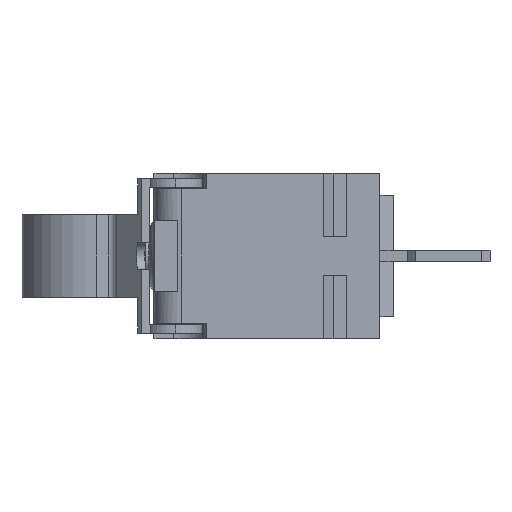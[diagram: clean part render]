
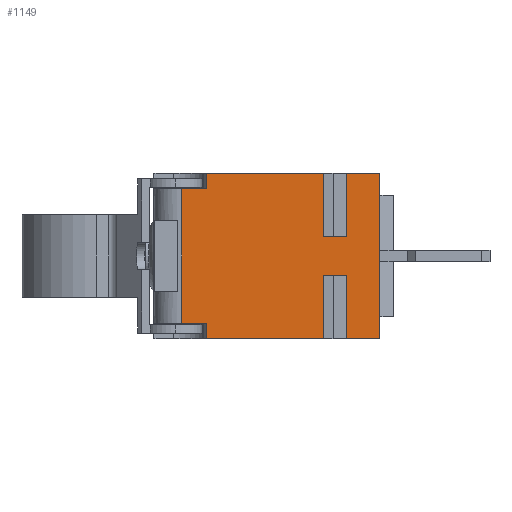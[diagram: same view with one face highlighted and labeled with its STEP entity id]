
A CAD part, left-side view. The second image highlights one B-rep face of the part: STEP entity #1149.
In plain terms, the highlighted planar face has unit normal (-1, 0, 0).
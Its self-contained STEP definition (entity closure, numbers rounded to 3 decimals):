
#14 = ORIENTED_EDGE ( 'NONE', *, *, #969, .F. ) ;
#47 = EDGE_LOOP ( 'NONE', ( #998, #3247, #476, #190, #1239, #14, #57, #1098, #419, #5569, #5579, #1287, #5339, #1079, #304, #512 ) ) ;
#50 = VERTEX_POINT ( 'NONE', #1357 ) ;
#57 = ORIENTED_EDGE ( 'NONE', *, *, #5379, .T. ) ;
#117 = VERTEX_POINT ( 'NONE', #1501 ) ;
#156 = EDGE_CURVE ( 'NONE', #5534, #1254, #1605, .T. ) ;
#190 = ORIENTED_EDGE ( 'NONE', *, *, #1033, .F. ) ;
#249 = VERTEX_POINT ( 'NONE', #1800 ) ;
#284 = VERTEX_POINT ( 'NONE', #1861 ) ;
#304 = ORIENTED_EDGE ( 'NONE', *, *, #5580, .F. ) ;
#323 = VERTEX_POINT ( 'NONE', #1935 ) ;
#332 = EDGE_CURVE ( 'NONE', #117, #1289, #1955, .T. ) ;
#335 = VERTEX_POINT ( 'NONE', #1971 ) ;
#348 = EDGE_CURVE ( 'NONE', #556, #50, #1986, .T. ) ;
#419 = ORIENTED_EDGE ( 'NONE', *, *, #156, .F. ) ;
#476 = ORIENTED_EDGE ( 'NONE', *, *, #5497, .F. ) ;
#512 = ORIENTED_EDGE ( 'NONE', *, *, #749, .T. ) ;
#556 = VERTEX_POINT ( 'NONE', #2583 ) ;
#569 = EDGE_CURVE ( 'NONE', #1085, #809, #2623, .T. ) ;
#664 = VERTEX_POINT ( 'NONE', #3062 ) ;
#669 = EDGE_CURVE ( 'NONE', #1254, #249, #3115, .T. ) ;
#749 = EDGE_CURVE ( 'NONE', #664, #963, #3734, .T. ) ;
#809 = VERTEX_POINT ( 'NONE', #4115 ) ;
#963 = VERTEX_POINT ( 'NONE', #4696 ) ;
#969 = EDGE_CURVE ( 'NONE', #5475, #335, #4720, .T. ) ;
#998 = ORIENTED_EDGE ( 'NONE', *, *, #5300, .T. ) ;
#1033 = EDGE_CURVE ( 'NONE', #284, #5488, #2965, .T. ) ;
#1044 = EDGE_CURVE ( 'NONE', #335, #284, #3067, .T. ) ;
#1079 = ORIENTED_EDGE ( 'NONE', *, *, #348, .T. ) ;
#1085 = VERTEX_POINT ( 'NONE', #3465 ) ;
#1098 = ORIENTED_EDGE ( 'NONE', *, *, #669, .F. ) ;
#1149 = ADVANCED_FACE ( 'NONE', ( #1553 ), #1554, .F. ) ;
#1172 = EDGE_CURVE ( 'NONE', #323, #556, #1699, .T. ) ;
#1239 = ORIENTED_EDGE ( 'NONE', *, *, #1044, .F. ) ;
#1254 = VERTEX_POINT ( 'NONE', #2151 ) ;
#1287 = ORIENTED_EDGE ( 'NONE', *, *, #5570, .T. ) ;
#1289 = VERTEX_POINT ( 'NONE', #2347 ) ;
#1357 = CARTESIAN_POINT ( 'NONE',  ( -8.8, 0.35, 0. ) ) ;
#1501 = CARTESIAN_POINT ( 'NONE',  ( -8.8, 5.5, 5.45 ) ) ;
#1553 = FACE_OUTER_BOUND ( 'NONE', #47, .T. ) ;
#1554 = PLANE ( 'NONE',  #1555 ) ;
#1555 = AXIS2_PLACEMENT_3D ( 'NONE', #1556, #1557, #1558 ) ;
#1556 = CARTESIAN_POINT ( 'NONE',  ( -8.8, -1.7, 6. ) ) ;
#1557 = DIRECTION ( 'NONE',  ( 1., 0., 0. ) ) ;
#1558 = DIRECTION ( 'NONE',  ( 0., 0., -1. ) ) ;
#1605 = LINE ( 'NONE', #1606, #1607 ) ;
#1606 = CARTESIAN_POINT ( 'NONE',  ( -8.8, 4.6, 5.45 ) ) ;
#1607 = VECTOR ( 'NONE', #1608, 1000. ) ;
#1608 = DIRECTION ( 'NONE',  ( 0., 0., 1. ) ) ;
#1699 = LINE ( 'NONE', #1700, #1701 ) ;
#1700 = CARTESIAN_POINT ( 'NONE',  ( -8.8, 4.6, 0.55 ) ) ;
#1701 = VECTOR ( 'NONE', #1702, 1000. ) ;
#1702 = DIRECTION ( 'NONE',  ( 0., 0., -1. ) ) ;
#1800 = CARTESIAN_POINT ( 'NONE',  ( -8.8, 0.35, 6. ) ) ;
#1861 = CARTESIAN_POINT ( 'NONE',  ( -8.8, -0.5, 6. ) ) ;
#1935 = CARTESIAN_POINT ( 'NONE',  ( -8.8, 4.6, 0.55 ) ) ;
#1955 = LINE ( 'NONE', #1958, #1959 ) ;
#1958 = CARTESIAN_POINT ( 'NONE',  ( -8.8, 5.5, 6. ) ) ;
#1959 = VECTOR ( 'NONE', #1960, 1000. ) ;
#1960 = DIRECTION ( 'NONE',  ( 0., 0., -1. ) ) ;
#1971 = CARTESIAN_POINT ( 'NONE',  ( -8.8, -0.5, 3.7 ) ) ;
#1986 = LINE ( 'NONE', #1987, #1988 ) ;
#1987 = CARTESIAN_POINT ( 'NONE',  ( -8.8, -1.7, 0. ) ) ;
#1988 = VECTOR ( 'NONE', #1989, 1000. ) ;
#1989 = DIRECTION ( 'NONE',  ( 0., -1., 0. ) ) ;
#2151 = CARTESIAN_POINT ( 'NONE',  ( -8.8, 4.6, 6. ) ) ;
#2347 = CARTESIAN_POINT ( 'NONE',  ( -8.8, 5.5, 0.55 ) ) ;
#2583 = CARTESIAN_POINT ( 'NONE',  ( -8.8, 4.6, 0. ) ) ;
#2623 = LINE ( 'NONE', #2624, #2625 ) ;
#2624 = CARTESIAN_POINT ( 'NONE',  ( -8.8, -1.7, 0. ) ) ;
#2625 = VECTOR ( 'NONE', #2626, 1000. ) ;
#2626 = DIRECTION ( 'NONE',  ( 0., -1., 0. ) ) ;
#2657 = LINE ( 'NONE', #2658, #2659 ) ;
#2658 = CARTESIAN_POINT ( 'NONE',  ( -8.8, -0.5, 2.3 ) ) ;
#2659 = VECTOR ( 'NONE', #2661, 1000. ) ;
#2661 = DIRECTION ( 'NONE',  ( 0., 0., -1. ) ) ;
#2965 = LINE ( 'NONE', #2966, #2967 ) ;
#2966 = CARTESIAN_POINT ( 'NONE',  ( -8.8, -1.7, 6. ) ) ;
#2967 = VECTOR ( 'NONE', #2968, 1000. ) ;
#2968 = DIRECTION ( 'NONE',  ( 0., -1., 0. ) ) ;
#3062 = CARTESIAN_POINT ( 'NONE',  ( -8.8, 0.35, 2.3 ) ) ;
#3067 = LINE ( 'NONE', #3068, #3069 ) ;
#3068 = CARTESIAN_POINT ( 'NONE',  ( -8.8, -0.5, 3.7 ) ) ;
#3069 = VECTOR ( 'NONE', #3070, 1000. ) ;
#3070 = DIRECTION ( 'NONE',  ( 0., 0., 1. ) ) ;
#3075 = LINE ( 'NONE', #3077, #3078 ) ;
#3077 = CARTESIAN_POINT ( 'NONE',  ( -8.8, 0.35, 3.7 ) ) ;
#3078 = VECTOR ( 'NONE', #3079, 1000. ) ;
#3079 = DIRECTION ( 'NONE',  ( 0., 0., 1. ) ) ;
#3115 = LINE ( 'NONE', #3116, #3117 ) ;
#3116 = CARTESIAN_POINT ( 'NONE',  ( -8.8, -1.7, 6. ) ) ;
#3117 = VECTOR ( 'NONE', #3118, 1000. ) ;
#3118 = DIRECTION ( 'NONE',  ( 0., -1., 0. ) ) ;
#3247 = ORIENTED_EDGE ( 'NONE', *, *, #569, .T. ) ;
#3465 = CARTESIAN_POINT ( 'NONE',  ( -8.8, -0.5, 0. ) ) ;
#3578 = CARTESIAN_POINT ( 'NONE',  ( -8.8, 0.35, 3.7 ) ) ;
#3614 = CARTESIAN_POINT ( 'NONE',  ( -8.8, -1.7, 6. ) ) ;
#3642 = LINE ( 'NONE', #3645, #3646 ) ;
#3645 = CARTESIAN_POINT ( 'NONE',  ( -8.8, -1.7, 6. ) ) ;
#3646 = VECTOR ( 'NONE', #3647, 1000. ) ;
#3647 = DIRECTION ( 'NONE',  ( 0., 0., -1. ) ) ;
#3734 = LINE ( 'NONE', #3735, #3736 ) ;
#3735 = CARTESIAN_POINT ( 'NONE',  ( -8.8, -0.5, 2.3 ) ) ;
#3736 = VECTOR ( 'NONE', #3737, 1000. ) ;
#3737 = DIRECTION ( 'NONE',  ( 0., -1., 0. ) ) ;
#3768 = EDGE_CURVE ( 'NONE', #117, #5534, #4107, .T. ) ;
#3803 = CARTESIAN_POINT ( 'NONE',  ( -8.8, 4.6, 5.45 ) ) ;
#3921 = LINE ( 'NONE', #3924, #3925 ) ;
#3924 = CARTESIAN_POINT ( 'NONE',  ( -8.8, 6.5, 0.55 ) ) ;
#3925 = VECTOR ( 'NONE', #3926, 1000. ) ;
#3926 = DIRECTION ( 'NONE',  ( 0., -1., 0. ) ) ;
#3954 = LINE ( 'NONE', #3955, #3956 ) ;
#3955 = CARTESIAN_POINT ( 'NONE',  ( -8.8, 0.35, 2.3 ) ) ;
#3956 = VECTOR ( 'NONE', #3958, 1000. ) ;
#3958 = DIRECTION ( 'NONE',  ( 0., 0., -1. ) ) ;
#4107 = LINE ( 'NONE', #4108, #4109 ) ;
#4108 = CARTESIAN_POINT ( 'NONE',  ( -8.8, 6.5, 5.45 ) ) ;
#4109 = VECTOR ( 'NONE', #4110, 1000. ) ;
#4110 = DIRECTION ( 'NONE',  ( 0., -1., 0. ) ) ;
#4115 = CARTESIAN_POINT ( 'NONE',  ( -8.8, -1.7, 0. ) ) ;
#4696 = CARTESIAN_POINT ( 'NONE',  ( -8.8, -0.5, 2.3 ) ) ;
#4720 = LINE ( 'NONE', #4721, #4722 ) ;
#4721 = CARTESIAN_POINT ( 'NONE',  ( -8.8, -0.5, 3.7 ) ) ;
#4722 = VECTOR ( 'NONE', #4723, 1000. ) ;
#4723 = DIRECTION ( 'NONE',  ( 0., -1., 0. ) ) ;
#5300 = EDGE_CURVE ( 'NONE', #963, #1085, #2657, .T. ) ;
#5339 = ORIENTED_EDGE ( 'NONE', *, *, #1172, .T. ) ;
#5379 = EDGE_CURVE ( 'NONE', #5475, #249, #3075, .T. ) ;
#5475 = VERTEX_POINT ( 'NONE', #3578 ) ;
#5488 = VERTEX_POINT ( 'NONE', #3614 ) ;
#5497 = EDGE_CURVE ( 'NONE', #5488, #809, #3642, .T. ) ;
#5534 = VERTEX_POINT ( 'NONE', #3803 ) ;
#5569 = ORIENTED_EDGE ( 'NONE', *, *, #3768, .F. ) ;
#5570 = EDGE_CURVE ( 'NONE', #1289, #323, #3921, .T. ) ;
#5579 = ORIENTED_EDGE ( 'NONE', *, *, #332, .T. ) ;
#5580 = EDGE_CURVE ( 'NONE', #664, #50, #3954, .T. ) ;
